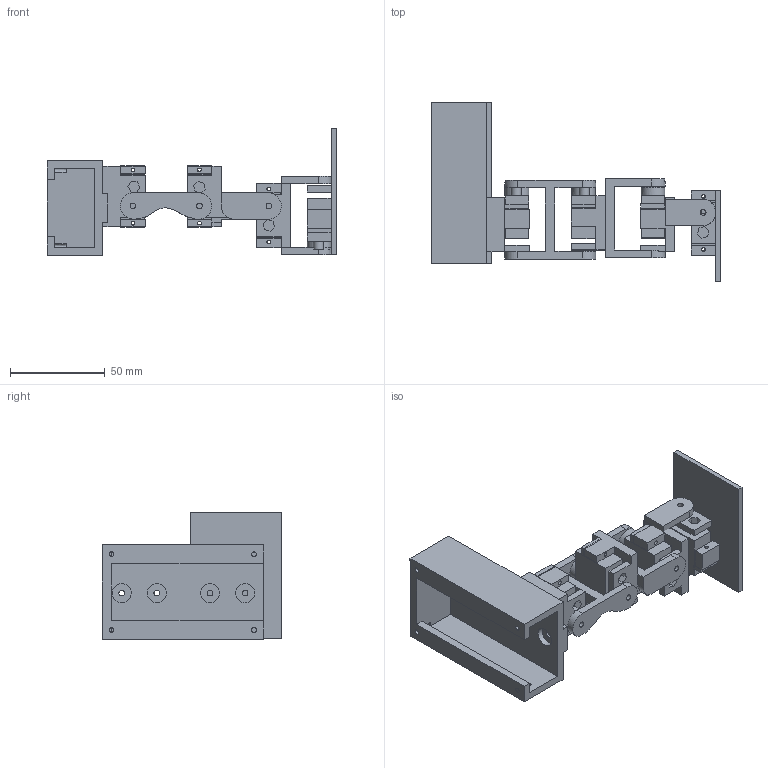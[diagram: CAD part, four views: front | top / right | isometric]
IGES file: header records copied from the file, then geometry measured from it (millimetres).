
Global section: file name: IGES files; native system: unknown; preprocessor: unknown; author: unknown; organization: unknown; date: 20150927.152451; units: millimetre
Bounding box: 152.57 x 94.69 x 66.97 mm (x, y, z)
Volume: 124602.8 mm3; surface area: 65395.4 mm2
Topology: 11 solids, 11 shells, 400 faces, 1081 edges, 711 vertices
Faces by surface type: bspline 400
